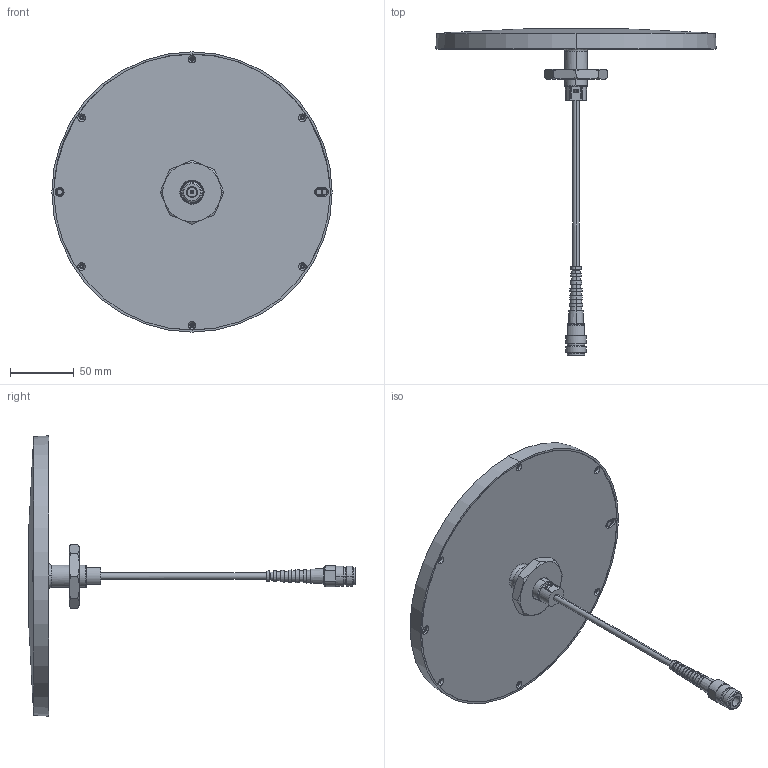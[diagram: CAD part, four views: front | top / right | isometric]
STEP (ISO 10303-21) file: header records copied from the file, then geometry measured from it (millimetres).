
FILE_DESCRIPTION (( 'STEP AP214' ), '1' );
FILE_NAME ('PE51220.STEP', '2021-04-19T13:22:50', ( '' ), ( '' ), 'SwSTEP 2.0', 'SolidWorks 2020', '' );
FILE_SCHEMA (( 'AUTOMOTIVE_DESIGN' ));
Length unit declared in the file: millimetre
Products named in the file (1): PE51220
Bounding box: 220 x 256.41 x 220 mm (x, y, z)
Surface area: 198269.6 mm2 (no closed solid volume)
Topology: 0 solids, 5 shells, 652 faces, 1649 edges, 1072 vertices
Faces by surface type: plane 261, cylinder 189, cone 160, bspline 42
Entity records: 35081 total; most frequent: CARTESIAN_POINT 20230, ORIENTED_EDGE 3288, DIRECTION 2671, EDGE_CURVE 1649, VERTEX_POINT 1072, AXIS2_PLACEMENT_3D 972, EDGE_LOOP 750, VECTOR 727
